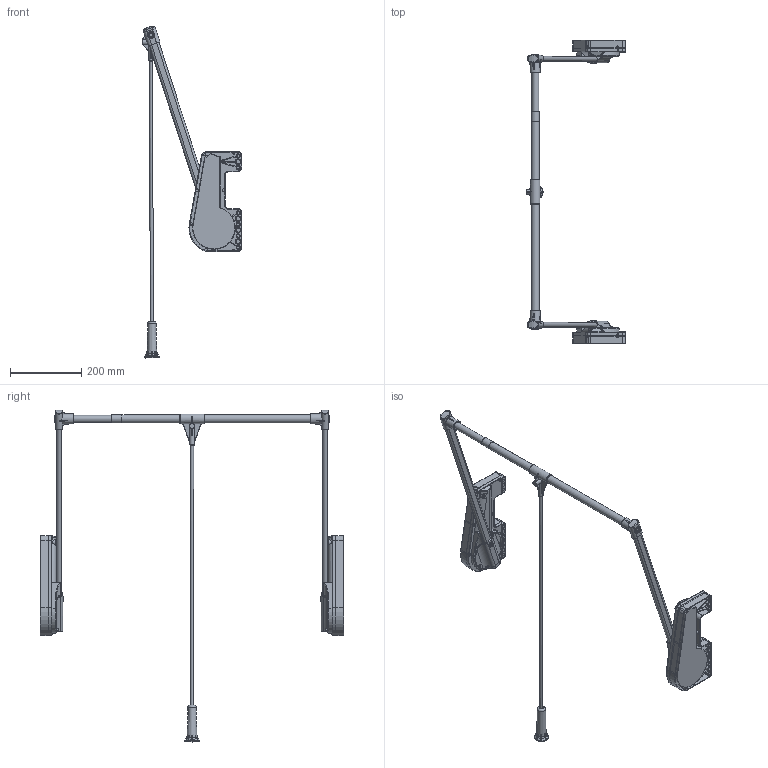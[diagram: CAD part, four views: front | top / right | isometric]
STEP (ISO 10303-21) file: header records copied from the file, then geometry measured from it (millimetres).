
FILE_DESCRIPTION(/* description */ ('Unknown'),/* implementation_level */ '2;1');
FILE_NAME(/* name */ 'ASSIEME ART. LIFT 700',/* time_stamp */ '2019-07-01T15:53:41+02:00',/* author */ ('Unknown'),/* organization */ ('Unknown'),/* preprocessor_version */ 'ST-DEVELOPER v16',/* originating_system */ 'DEX',/* authorisation */ $);
FILE_SCHEMA (('CONFIG_CONTROL_DESIGN'));
Products named in the file (13): ASSIEME ART. LIFT 700; Vite Autofilettante; Parte A; Parte B; Parte C; Vite Autofilettante_mir1; Parte A_mir; Parte C_mir1; Parte B_mir1; Parte D; Parte E; COPRIVITE GRANDE; COPRIVITE PICCOLO
Assembly tree (38 placements, depth 2):
  ASSIEME ART. LIFT 700
    Vite Autofilettante  x13
    Parte A
    Parte B
    Parte C
    Vite Autofilettante_mir1  x13
    Parte A_mir
    Parte C_mir1
    Parte B_mir1
    Parte D
    Parte E
    COPRIVITE GRANDE  x2
    COPRIVITE PICCOLO  x2
Bounding box: 279 x 850.16 x 931.53 mm (x, y, z)
Volume: 2474904.3 mm3; surface area: 869273.2 mm2
Topology: 42 solids, 42 shells, 1863 faces, 4940 edges, 3206 vertices
Faces by surface type: plane 844, cylinder 599, bspline 234, cone 92, torus 88, sphere 6
Full cylindrical faces by diameter (mm): 2.86 x208, 5 x2, 7 x26, 7.3 x14, 8 x34, 8.5 x4, 11.8 x12, 12 x16, 15.8 x8, 16 x2, 18 x1, 20 x4, 22 x4, 27 x1, 28.5 x2, 40 x1, 110 x2, 111 x2
Entity records: 47945 total; most frequent: CARTESIAN_POINT 25794, ORIENTED_EDGE 4460, DIRECTION 4310, EDGE_CURVE 2230, AXIS2_PLACEMENT_3D 1749, VERTEX_POINT 1470, FACE_BOUND 1256, EDGE_LOOP 1254
